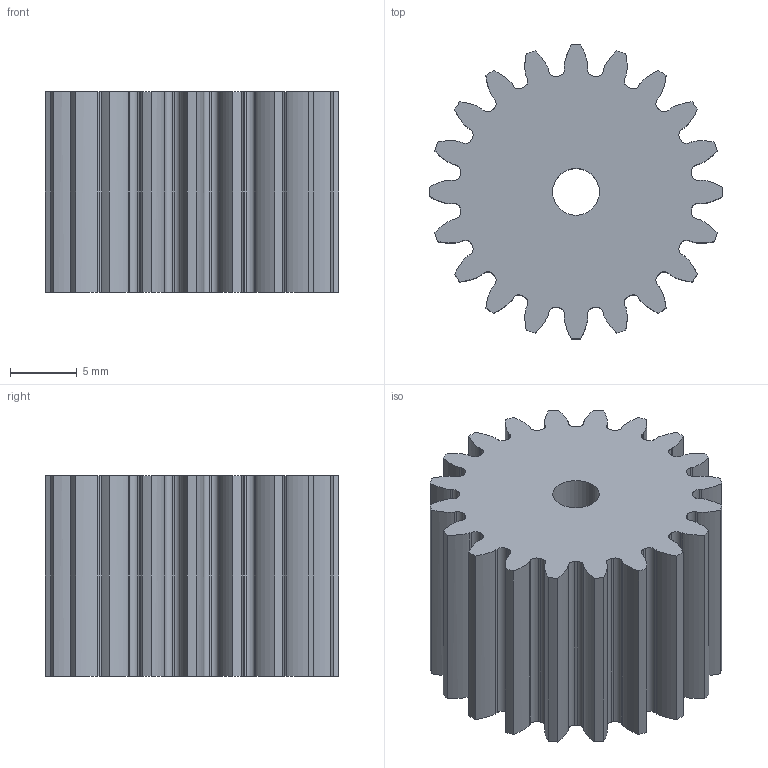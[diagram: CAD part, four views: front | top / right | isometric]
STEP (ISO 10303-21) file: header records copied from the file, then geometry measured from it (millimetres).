
FILE_DESCRIPTION(/* description */ (''),/* implementation_level */ '2;1');
FILE_NAME(/* name */ 'moVING GEAR v1.step',/* time_stamp */ '2023-09-02T11:59:38+05:30',/* author */ (''),/* organization */ (''),/* preprocessor_version */ 'ST-DEVELOPER v20',/* originating_system */ 'Autodesk Translation Framework v12.9.0.99',/* authorisation */ '');
FILE_SCHEMA (('AUTOMOTIVE_DESIGN { 1 0 10303 214 3 1 1 }'));
Length unit declared in the file: millimetre
Products named in the file (2): moVING GEAR; Spur Gear (20 teeth)
Assembly tree (1 placements, depth 2):
  moVING GEAR
    Spur Gear (20 teeth)
Bounding box: 22 x 22 x 15 mm (x, y, z)
Volume: 4481.1 mm3; surface area: 2616.8 mm2
Topology: 1 solids, 1 shells, 163 faces, 483 edges, 322 vertices
Faces by surface type: cylinder 81, plane 42, bspline 40
Full cylindrical faces by diameter (mm): 3.5 x1
Entity records: 17036 total; most frequent: CARTESIAN_POINT 12851, ORIENTED_EDGE 966, DIRECTION 817, EDGE_CURVE 483, VERTEX_POINT 322, AXIS2_PLACEMENT_3D 288, LINE 241, VECTOR 241
